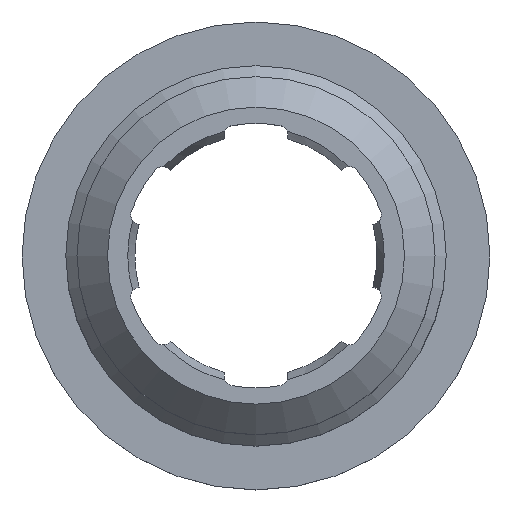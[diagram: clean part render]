
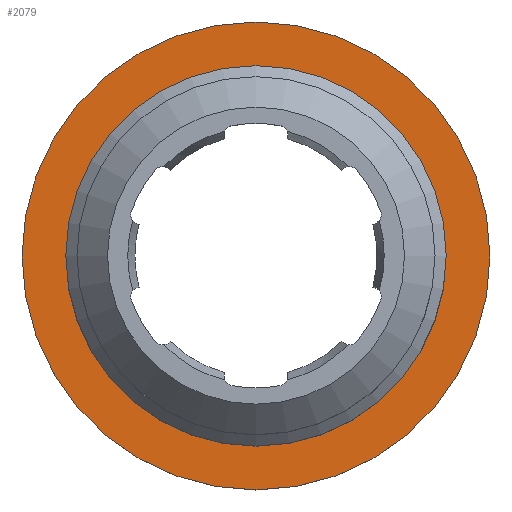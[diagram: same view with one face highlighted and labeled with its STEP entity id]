
A CAD part, top view. The second image highlights one B-rep face of the part: STEP entity #2079.
In plain terms, the highlighted planar face has unit normal (0, 0, 1).
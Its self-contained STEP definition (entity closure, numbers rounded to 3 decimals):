
#2033 = EDGE_CURVE('',#2034,#2034,#2036,.T.);
#2034 = VERTEX_POINT('',#2035);
#2035 = CARTESIAN_POINT('',(-4.675,0.,1.));
#2036 = CIRCLE('',#2037,4.675);
#2037 = AXIS2_PLACEMENT_3D('',#2038,#2039,#2040);
#2038 = CARTESIAN_POINT('',(0.,0.,1.));
#2039 = DIRECTION('',(0.,0.,1.));
#2040 = DIRECTION('',(-1.,0.,0.));
#2079 = ADVANCED_FACE('',(#2080,#2091),#2094,.T.);
#2080 = FACE_BOUND('',#2081,.T.);
#2081 = EDGE_LOOP('',(#2082));
#2082 = ORIENTED_EDGE('',*,*,#2083,.T.);
#2083 = EDGE_CURVE('',#2084,#2084,#2086,.T.);
#2084 = VERTEX_POINT('',#2085);
#2085 = CARTESIAN_POINT('',(-5.75,0.,1.));
#2086 = CIRCLE('',#2087,5.75);
#2087 = AXIS2_PLACEMENT_3D('',#2088,#2089,#2090);
#2088 = CARTESIAN_POINT('',(0.,0.,1.));
#2089 = DIRECTION('',(0.,0.,1.));
#2090 = DIRECTION('',(-1.,0.,0.));
#2091 = FACE_BOUND('',#2092,.T.);
#2092 = EDGE_LOOP('',(#2093));
#2093 = ORIENTED_EDGE('',*,*,#2033,.F.);
#2094 = PLANE('',#2095);
#2095 = AXIS2_PLACEMENT_3D('',#2096,#2097,#2098);
#2096 = CARTESIAN_POINT('',(0.,0.,1.));
#2097 = DIRECTION('',(0.,0.,1.));
#2098 = DIRECTION('',(-1.,0.,0.));
